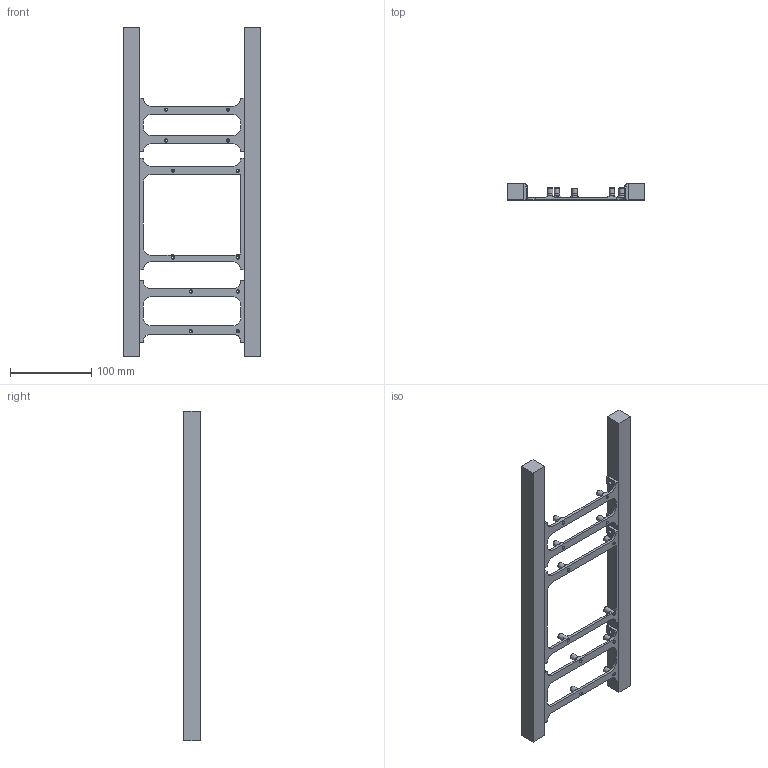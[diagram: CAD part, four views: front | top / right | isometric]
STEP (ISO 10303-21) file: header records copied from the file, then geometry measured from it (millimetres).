
FILE_DESCRIPTION(/* description */ (''),/* implementation_level */ '2;1');
FILE_NAME(/* name */ 'B-BTT_EXP_MOT_Mount-F.stp',/* time_stamp */ '2020-10-11T20:50:29-07:00',/* author */ (''),/* organization */ (''),/* preprocessor_version */ 'ST-DEVELOPER v18.1',/* originating_system */ 'Autodesk Translation Framework v9.3.0.1241',/* authorisation */ '');
FILE_SCHEMA (('AUTOMOTIVE_DESIGN { 1 0 10303 214 3 1 1 }'));
Length unit declared in the file: millimetre
Products named in the file (1): FusionComponent
Bounding box: 170 x 20 x 406.5 mm (x, y, z)
Volume: 368844.9 mm3; surface area: 104739.5 mm2
Topology: 5 solids, 5 shells, 312 faces, 830 edges, 502 vertices
Faces by surface type: cylinder 147, plane 109, cone 32, bspline 24
Full cylindrical faces by diameter (mm): 2.6 x12, 4 x12, 5.5 x12, 6.9 x12
Entity records: 10327 total; most frequent: CARTESIAN_POINT 2478, DIRECTION 1681, ORIENTED_EDGE 1612, EDGE_CURVE 806, AXIS2_PLACEMENT_3D 625, VERTEX_POINT 502, LINE 431, VECTOR 431
